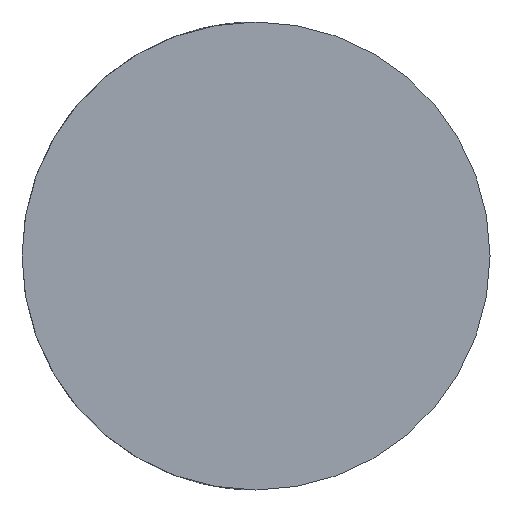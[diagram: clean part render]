
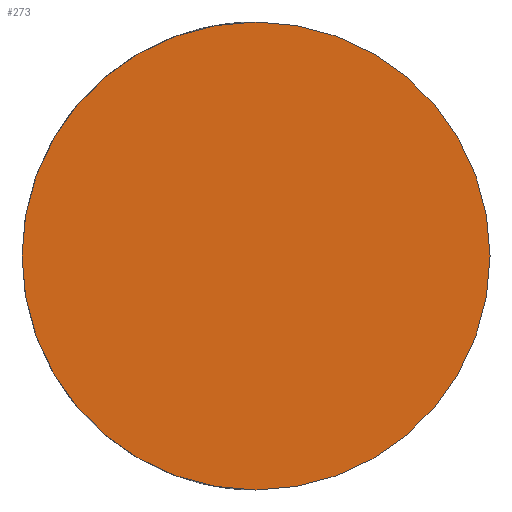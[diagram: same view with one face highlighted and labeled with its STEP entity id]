
A CAD part, left-side view. The second image highlights one B-rep face of the part: STEP entity #273.
In plain terms, the highlighted planar face has unit normal (-1, 0, 0).
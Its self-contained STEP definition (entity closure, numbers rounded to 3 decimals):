
#8 = AXIS2_PLACEMENT_3D ( 'NONE', #406, #267, #722 ) ;
#25 = VERTEX_POINT ( 'NONE', #651 ) ;
#42 = CARTESIAN_POINT ( 'NONE',  ( 0., 0., 0. ) ) ;
#79 = CARTESIAN_POINT ( 'NONE',  ( 0., 0., -8. ) ) ;
#267 = DIRECTION ( 'NONE',  ( 1., 0., 0. ) ) ;
#273 = ADVANCED_FACE ( 'NONE', ( #713 ), #662, .F. ) ;
#307 = EDGE_CURVE ( 'NONE', #25, #323, #313, .T. ) ;
#313 = CIRCLE ( 'NONE', #347, 8. ) ;
#323 = VERTEX_POINT ( 'NONE', #79 ) ;
#347 = AXIS2_PLACEMENT_3D ( 'NONE', #718, #793, #608 ) ;
#406 = CARTESIAN_POINT ( 'NONE',  ( 0., 0., -8. ) ) ;
#430 = DIRECTION ( 'NONE',  ( 0., 0., 1. ) ) ;
#461 = AXIS2_PLACEMENT_3D ( 'NONE', #42, #818, #430 ) ;
#498 = ORIENTED_EDGE ( 'NONE', *, *, #592, .F. ) ;
#534 = ORIENTED_EDGE ( 'NONE', *, *, #307, .F. ) ;
#592 = EDGE_CURVE ( 'NONE', #323, #25, #604, .T. ) ;
#598 = EDGE_LOOP ( 'NONE', ( #534, #498 ) ) ;
#604 = CIRCLE ( 'NONE', #461, 8. ) ;
#608 = DIRECTION ( 'NONE',  ( 0., 0., 1. ) ) ;
#651 = CARTESIAN_POINT ( 'NONE',  ( 0., 0., 8. ) ) ;
#662 = PLANE ( 'NONE',  #8 ) ;
#713 = FACE_OUTER_BOUND ( 'NONE', #598, .T. ) ;
#718 = CARTESIAN_POINT ( 'NONE',  ( 0., 0., 0. ) ) ;
#722 = DIRECTION ( 'NONE',  ( 0., 0., -1. ) ) ;
#793 = DIRECTION ( 'NONE',  ( 1., 0., 0. ) ) ;
#818 = DIRECTION ( 'NONE',  ( 1., 0., 0. ) ) ;
